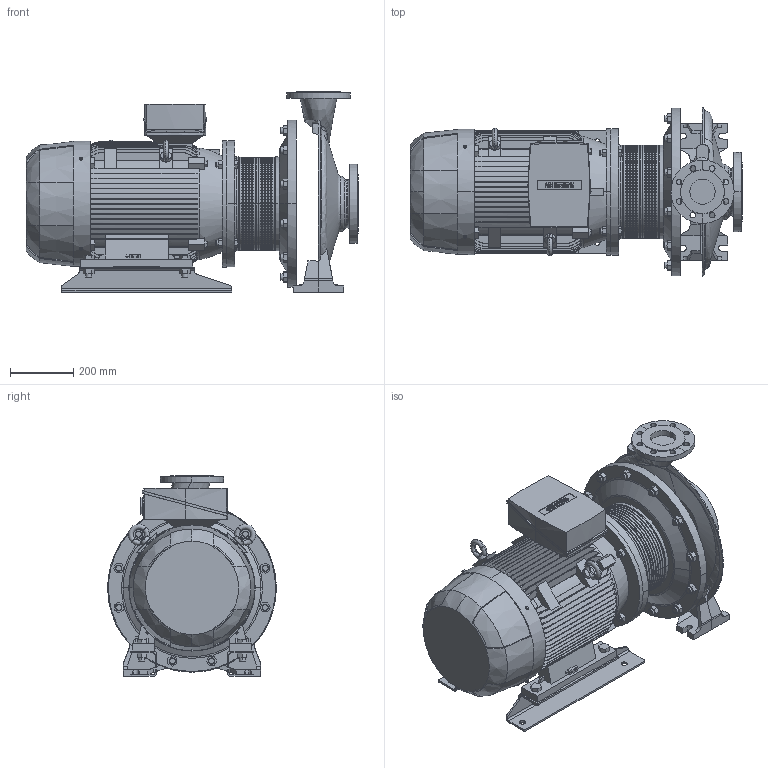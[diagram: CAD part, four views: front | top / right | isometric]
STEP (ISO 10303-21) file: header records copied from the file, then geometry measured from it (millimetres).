
FILE_DESCRIPTION (( 'STEP AP203' ), '1' );
FILE_NAME ('4_93_494_04_REV01.step', '2023-07-20T06:34:58', ( '' ), ( '' ), 'SwSTEP 2.0', 'SolidWorks 2020', '' );
FILE_SCHEMA (( 'CONFIG_CONTROL_DESIGN' ));
Length unit declared in the file: millimetre
Products named in the file (3): Copia di 4_66_600_REV00_pelle^4_93_494_04_REV01; 4_93_494_04_REV01; Copia di 4_93_494_04_REV01^4_93_494_04_REV01
Assembly tree (2 placements, depth 2):
  4_93_494_04_REV01
    Copia di 4_93_494_04_REV01^4_93_494_04_REV01
    Copia di 4_66_600_REV00_pelle^4_93_494_04_REV01
Bounding box: 1050.8 x 533.48 x 635 mm (x, y, z)
Volume: 84828879.1 mm3; surface area: 4026702.1 mm2
Topology: 1 solids, 3 shells, 1559 faces, 8475 edges, 7002 vertices
Faces by surface type: plane 956, cylinder 334, bspline 200, torus 56, cone 13
Entity records: 132724 total; most frequent: CARTESIAN_POINT 65521, DIRECTION 13030, ORIENTED_EDGE 12768, EDGE_CURVE 8476, VERTEX_POINT 7001, VECTOR 4618, LINE 4618, AXIS2_PLACEMENT_3D 4206
